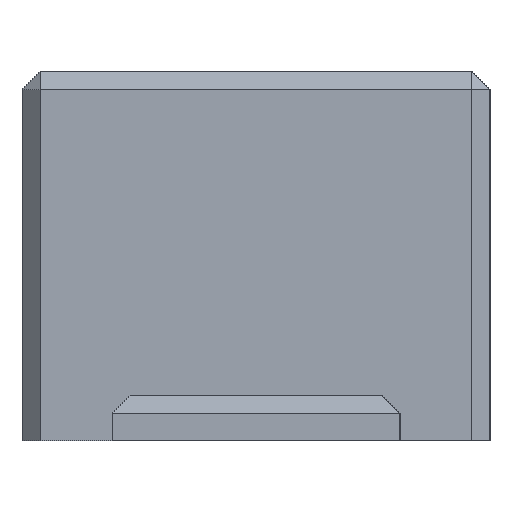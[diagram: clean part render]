
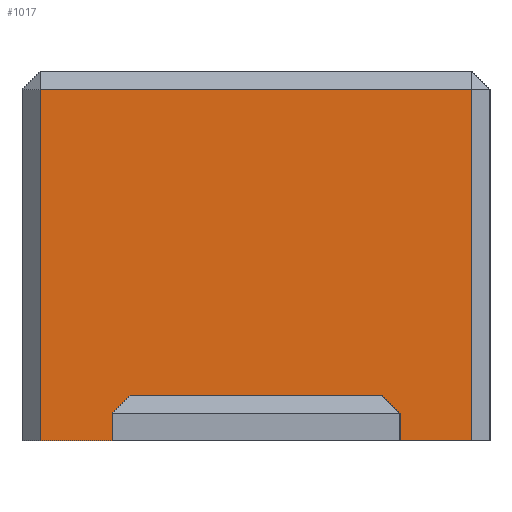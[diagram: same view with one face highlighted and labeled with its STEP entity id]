
A CAD part, left-side view. The second image highlights one B-rep face of the part: STEP entity #1017.
In plain terms, the highlighted planar face has unit normal (-1, 0, 0).
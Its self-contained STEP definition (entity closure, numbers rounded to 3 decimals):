
#85=FACE_OUTER_BOUND('',#143,.T.);
#143=EDGE_LOOP('',(#901,#902,#903,#904,#905,#906,#907,#908,#909,#910));
#148=LINE('',#1362,#279);
#155=LINE('',#1376,#286);
#159=LINE('',#1383,#290);
#162=LINE('',#1390,#293);
#185=LINE('',#1438,#316);
#192=LINE('',#1452,#323);
#212=LINE('',#1490,#343);
#224=LINE('',#1512,#355);
#225=LINE('',#1513,#356);
#277=LINE('',#1644,#408);
#279=VECTOR('',#1106,10.);
#286=VECTOR('',#1117,10.);
#290=VECTOR('',#1123,10.);
#293=VECTOR('',#1130,10.);
#316=VECTOR('',#1169,10.);
#323=VECTOR('',#1180,10.);
#343=VECTOR('',#1216,10.);
#355=VECTOR('',#1236,10.);
#356=VECTOR('',#1237,10.);
#408=VECTOR('',#1351,10.);
#410=VERTEX_POINT('',#1359);
#411=VERTEX_POINT('',#1361);
#415=VERTEX_POINT('',#1373);
#416=VERTEX_POINT('',#1375);
#418=VERTEX_POINT('',#1381);
#420=VERTEX_POINT('',#1389);
#435=VERTEX_POINT('',#1431);
#437=VERTEX_POINT('',#1436);
#438=VERTEX_POINT('',#1441);
#441=VERTEX_POINT('',#1448);
#498=EDGE_CURVE('',#410,#411,#148,.F.);
#505=EDGE_CURVE('',#415,#416,#155,.F.);
#509=EDGE_CURVE('',#410,#418,#159,.T.);
#512=EDGE_CURVE('',#420,#416,#162,.T.);
#535=EDGE_CURVE('',#437,#435,#185,.T.);
#542=EDGE_CURVE('',#438,#441,#192,.T.);
#562=EDGE_CURVE('',#435,#438,#212,.T.);
#574=EDGE_CURVE('',#441,#418,#224,.T.);
#575=EDGE_CURVE('',#420,#437,#225,.T.);
#637=EDGE_CURVE('',#411,#415,#277,.T.);
#901=ORIENTED_EDGE('',*,*,#535,.F.);
#902=ORIENTED_EDGE('',*,*,#575,.F.);
#903=ORIENTED_EDGE('',*,*,#512,.T.);
#904=ORIENTED_EDGE('',*,*,#505,.F.);
#905=ORIENTED_EDGE('',*,*,#637,.F.);
#906=ORIENTED_EDGE('',*,*,#498,.F.);
#907=ORIENTED_EDGE('',*,*,#509,.T.);
#908=ORIENTED_EDGE('',*,*,#574,.F.);
#909=ORIENTED_EDGE('',*,*,#542,.F.);
#910=ORIENTED_EDGE('',*,*,#562,.F.);
#965=PLANE('',#1098);
#1017=ADVANCED_FACE('',(#85),#965,.T.);
#1098=AXIS2_PLACEMENT_3D('',#1643,#1349,#1350);
#1106=DIRECTION('',(0.,-0.707,-0.707));
#1117=DIRECTION('',(0.,-0.707,0.707));
#1123=DIRECTION('',(0.,0.,-1.));
#1130=DIRECTION('',(0.,0.,1.));
#1169=DIRECTION('',(0.,0.,1.));
#1180=DIRECTION('',(0.,0.,-1.));
#1216=DIRECTION('',(0.,-1.,0.));
#1236=DIRECTION('',(0.,1.,0.));
#1237=DIRECTION('',(0.,1.,0.));
#1349=DIRECTION('center_axis',(-1.,0.,0.));
#1350=DIRECTION('ref_axis',(0.,-1.,0.));
#1351=DIRECTION('',(0.,1.,0.));
#1359=CARTESIAN_POINT('',(12.,5.,1.5));
#1361=CARTESIAN_POINT('',(12.,6.,2.5));
#1362=CARTESIAN_POINT('',(12.,10.125,6.625));
#1373=CARTESIAN_POINT('',(12.,20.,2.5));
#1375=CARTESIAN_POINT('',(12.,21.,1.5));
#1376=CARTESIAN_POINT('',(12.,22.375,0.125));
#1381=CARTESIAN_POINT('',(12.,5.,0.));
#1383=CARTESIAN_POINT('',(12.,5.,2.5));
#1389=CARTESIAN_POINT('',(12.,21.,0.));
#1390=CARTESIAN_POINT('',(12.,21.,2.5));
#1431=CARTESIAN_POINT('',(12.,25.,19.5));
#1436=CARTESIAN_POINT('',(12.,25.,0.));
#1438=CARTESIAN_POINT('',(12.,25.,0.));
#1441=CARTESIAN_POINT('',(12.,1.,19.5));
#1448=CARTESIAN_POINT('',(12.,1.,0.));
#1452=CARTESIAN_POINT('',(12.,1.,0.));
#1490=CARTESIAN_POINT('',(12.,19.5,19.5));
#1512=CARTESIAN_POINT('',(12.,9.,0.));
#1513=CARTESIAN_POINT('',(12.,19.5,0.));
#1643=CARTESIAN_POINT('Origin',(12.,26.,0.));
#1644=CARTESIAN_POINT('',(12.,0.,2.5));
